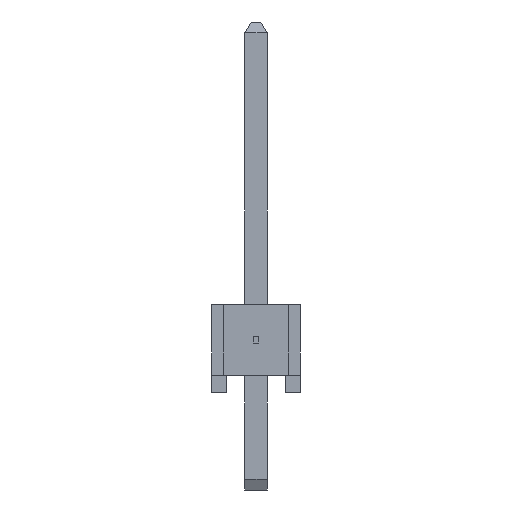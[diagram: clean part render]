
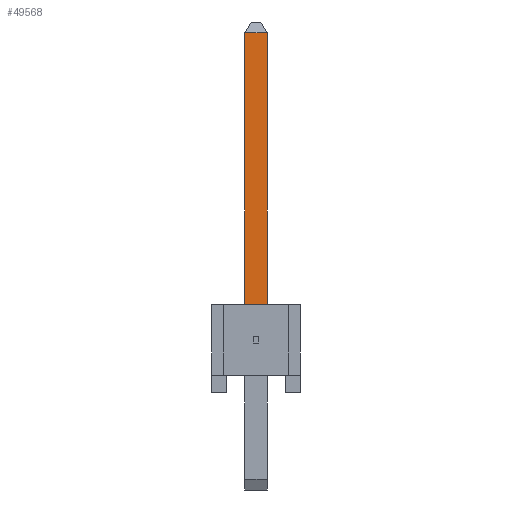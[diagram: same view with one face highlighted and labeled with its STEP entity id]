
A CAD part, left-side view. The second image highlights one B-rep face of the part: STEP entity #49568.
In plain terms, the highlighted planar face has unit normal (-1, 0, 0).
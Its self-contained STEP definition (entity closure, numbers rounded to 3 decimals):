
#49568 = ADVANCED_FACE('',(#49569),#49603,.F.);
#49569 = FACE_BOUND('',#49570,.T.);
#49570 = EDGE_LOOP('',(#49571,#49581,#49589,#49597));
#49571 = ORIENTED_EDGE('',*,*,#49572,.T.);
#49572 = EDGE_CURVE('',#49573,#49575,#49577,.T.);
#49573 = VERTEX_POINT('',#49574);
#49574 = CARTESIAN_POINT('',(-49.848,13.157,0.318));
#49575 = VERTEX_POINT('',#49576);
#49576 = CARTESIAN_POINT('',(-49.848,13.157,-0.318));
#49577 = LINE('',#49578,#49579);
#49578 = CARTESIAN_POINT('',(-49.848,13.157,2.54));
#49579 = VECTOR('',#49580,1.);
#49580 = DIRECTION('',(0.,0.,-1.));
#49581 = ORIENTED_EDGE('',*,*,#49582,.T.);
#49582 = EDGE_CURVE('',#49575,#49583,#49585,.T.);
#49583 = VERTEX_POINT('',#49584);
#49584 = CARTESIAN_POINT('',(-49.848,4.191,-0.318));
#49585 = LINE('',#49586,#49587);
#49586 = CARTESIAN_POINT('',(-49.848,13.462,-0.318));
#49587 = VECTOR('',#49588,1.);
#49588 = DIRECTION('',(0.,-1.,0.));
#49589 = ORIENTED_EDGE('',*,*,#49590,.F.);
#49590 = EDGE_CURVE('',#49591,#49583,#49593,.T.);
#49591 = VERTEX_POINT('',#49592);
#49592 = CARTESIAN_POINT('',(-49.848,4.191,0.318));
#49593 = LINE('',#49594,#49595);
#49594 = CARTESIAN_POINT('',(-49.848,4.191,0.318));
#49595 = VECTOR('',#49596,1.);
#49596 = DIRECTION('',(0.,0.,-1.));
#49597 = ORIENTED_EDGE('',*,*,#49598,.F.);
#49598 = EDGE_CURVE('',#49573,#49591,#49599,.T.);
#49599 = LINE('',#49600,#49601);
#49600 = CARTESIAN_POINT('',(-49.848,13.462,0.318));
#49601 = VECTOR('',#49602,1.);
#49602 = DIRECTION('',(0.,-1.,0.));
#49603 = PLANE('',#49604);
#49604 = AXIS2_PLACEMENT_3D('',#49605,#49606,#49607);
#49605 = CARTESIAN_POINT('',(-49.848,13.462,0.318));
#49606 = DIRECTION('',(1.,0.,0.));
#49607 = DIRECTION('',(0.,0.,-1.));
